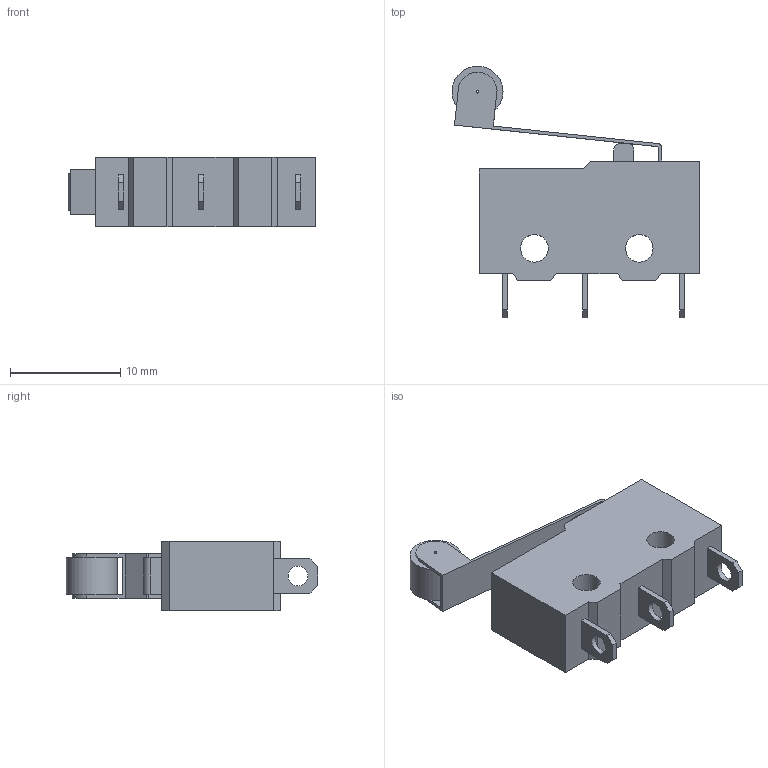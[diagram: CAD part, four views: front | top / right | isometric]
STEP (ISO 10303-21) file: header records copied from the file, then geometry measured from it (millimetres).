
FILE_DESCRIPTION(/* description */ (''),/* implementation_level */ '2;1');
FILE_NAME(/* name */ 'NO-NC Bump Switch.step',/* time_stamp */ '2022-12-16T15:34:48-06:00',/* author */ (''),/* organization */ (''),/* preprocessor_version */ 'ST-DEVELOPER v19.2',/* originating_system */ 'Autodesk Translation Framework v11.17.0.187',/* authorisation */ '');
FILE_SCHEMA (('AUTOMOTIVE_DESIGN { 1 0 10303 214 3 1 1 }'));
Length unit declared in the file: millimetre
Products named in the file (1): NO/NC Bump Switch
Bounding box: 22.47 x 22.8 x 6.34 mm (x, y, z)
Volume: 1325.1 mm3; surface area: 1313.7 mm2
Topology: 7 solids, 7 shells, 75 faces, 183 edges, 122 vertices
Faces by surface type: plane 60, cylinder 15
Full cylindrical faces by diameter (mm): 0.25 x3, 1.8 x3, 2.5 x2, 4.62 x1
Entity records: 2274 total; most frequent: CARTESIAN_POINT 381, ORIENTED_EDGE 366, DIRECTION 365, EDGE_CURVE 183, LINE 153, VECTOR 153, VERTEX_POINT 122, AXIS2_PLACEMENT_3D 106
